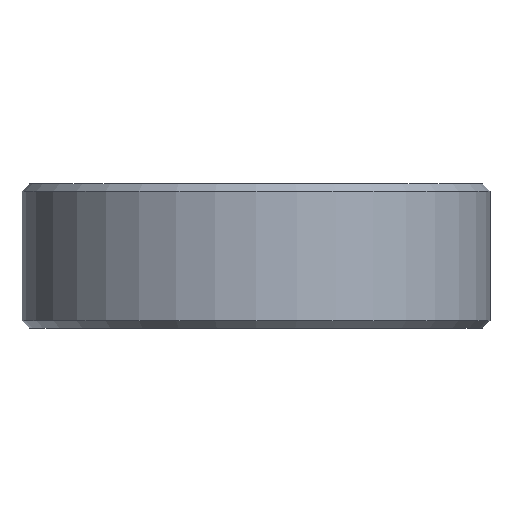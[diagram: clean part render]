
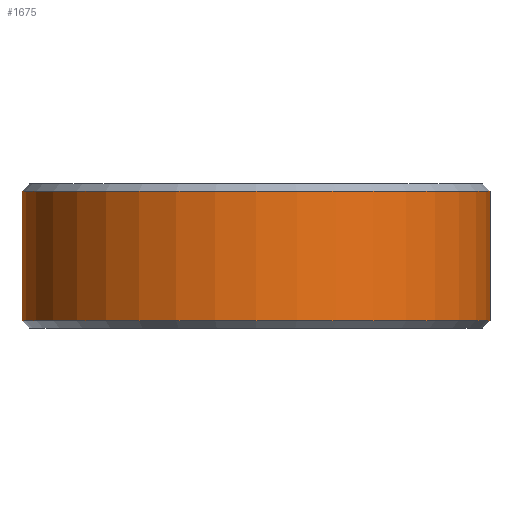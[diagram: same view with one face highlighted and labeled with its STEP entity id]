
A CAD part, front view. The second image highlights one B-rep face of the part: STEP entity #1675.
In plain terms, the highlighted cylindrical face has radius 20.637 mm (diameter 41.275 mm), a partial arc.
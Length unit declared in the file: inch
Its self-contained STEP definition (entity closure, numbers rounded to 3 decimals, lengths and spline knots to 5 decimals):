
#9 = VERTEX_POINT ( 'NONE', #156 ) ;
#71 = VERTEX_POINT ( 'NONE', #480 ) ;
#88 = ORIENTED_EDGE ( 'NONE', *, *, #534, .T. ) ;
#156 = CARTESIAN_POINT ( 'NONE',  ( -0.8125, 0., 0.225 ) ) ;
#181 = CYLINDRICAL_SURFACE ( 'NONE', #1305, 0.8125 ) ;
#185 = LINE ( 'NONE', #1480, #737 ) ;
#408 = EDGE_CURVE ( 'NONE', #1618, #9, #450, .T. ) ;
#450 = LINE ( 'NONE', #852, #1389 ) ;
#480 = CARTESIAN_POINT ( 'NONE',  ( 0.8125, 0., 0.225 ) ) ;
#534 = EDGE_CURVE ( 'NONE', #1291, #71, #185, .T. ) ;
#588 = DIRECTION ( 'NONE',  ( 1., 0., 0. ) ) ;
#651 = EDGE_CURVE ( 'NONE', #1618, #1291, #1429, .T. ) ;
#715 = EDGE_CURVE ( 'NONE', #9, #71, #1539, .T. ) ;
#737 = VECTOR ( 'NONE', #1374, 39.37008 ) ;
#748 = CARTESIAN_POINT ( 'NONE',  ( 0., 0., 0.25 ) ) ;
#762 = AXIS2_PLACEMENT_3D ( 'NONE', #1109, #1093, #945 ) ;
#830 = ORIENTED_EDGE ( 'NONE', *, *, #408, .F. ) ;
#841 = DIRECTION ( 'NONE',  ( 1., 0., 0. ) ) ;
#852 = CARTESIAN_POINT ( 'NONE',  ( -0.8125, 0., 0.25 ) ) ;
#945 = DIRECTION ( 'NONE',  ( 1., 0., 0. ) ) ;
#962 = CARTESIAN_POINT ( 'NONE',  ( -0.8125, 0., -0.225 ) ) ;
#978 = CARTESIAN_POINT ( 'NONE',  ( 0., 0., 0.225 ) ) ;
#1008 = FACE_OUTER_BOUND ( 'NONE', #1117, .T. ) ;
#1093 = DIRECTION ( 'NONE',  ( 0., 0., 1. ) ) ;
#1109 = CARTESIAN_POINT ( 'NONE',  ( 0., 0., -0.225 ) ) ;
#1115 = ORIENTED_EDGE ( 'NONE', *, *, #715, .F. ) ;
#1117 = EDGE_LOOP ( 'NONE', ( #830, #1477, #88, #1115 ) ) ;
#1200 = AXIS2_PLACEMENT_3D ( 'NONE', #978, #1555, #841 ) ;
#1291 = VERTEX_POINT ( 'NONE', #1707 ) ;
#1305 = AXIS2_PLACEMENT_3D ( 'NONE', #748, #1833, #588 ) ;
#1374 = DIRECTION ( 'NONE',  ( 0., 0., 1. ) ) ;
#1389 = VECTOR ( 'NONE', #1436, 39.37008 ) ;
#1429 = CIRCLE ( 'NONE', #762, 0.8125 ) ;
#1436 = DIRECTION ( 'NONE',  ( 0., 0., 1. ) ) ;
#1477 = ORIENTED_EDGE ( 'NONE', *, *, #651, .T. ) ;
#1480 = CARTESIAN_POINT ( 'NONE',  ( 0.8125, 0., 0.25 ) ) ;
#1539 = CIRCLE ( 'NONE', #1200, 0.8125 ) ;
#1555 = DIRECTION ( 'NONE',  ( 0., 0., 1. ) ) ;
#1618 = VERTEX_POINT ( 'NONE', #962 ) ;
#1675 = ADVANCED_FACE ( 'NONE', ( #1008 ), #181, .T. ) ;
#1707 = CARTESIAN_POINT ( 'NONE',  ( 0.8125, 0., -0.225 ) ) ;
#1833 = DIRECTION ( 'NONE',  ( 0., 0., 1. ) ) ;
